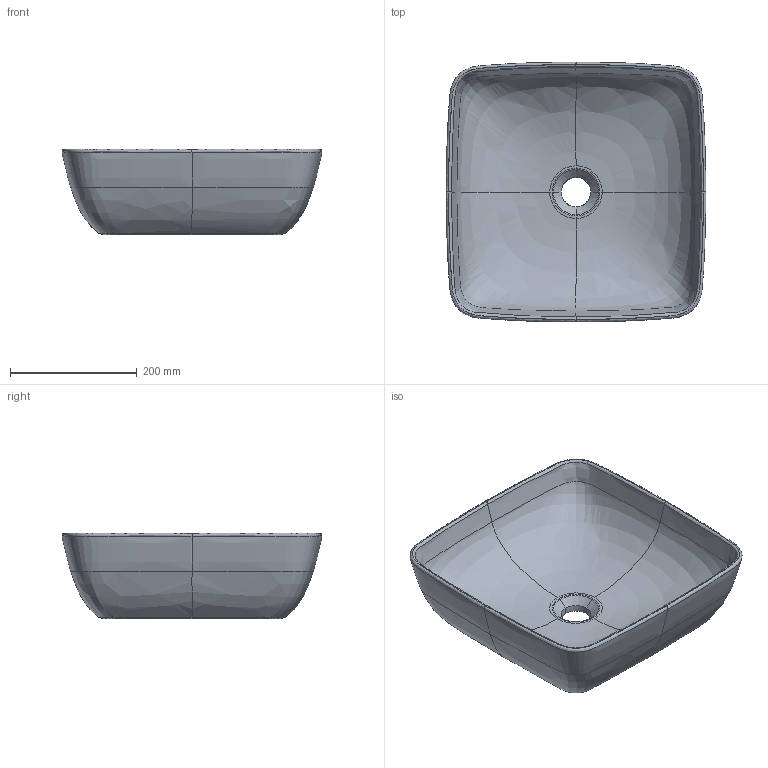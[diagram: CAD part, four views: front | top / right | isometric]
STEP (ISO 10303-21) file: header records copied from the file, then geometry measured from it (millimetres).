
FILE_DESCRIPTION(/* description */ (''),/* implementation_level */ '2;1');
FILE_NAME(/* name */ '417841_4178U4.stp',/* time_stamp */ '2020-10-27T12:38:07+01:00',/* author */ (''),/* organization */ (''),/* preprocessor_version */ 'ST-DEVELOPER v16.7',/* originating_system */ 'SIEMENS PLM Software NX 1863',/* authorisation */ '');
FILE_SCHEMA (('AUTOMOTIVE_DESIGN { 1 0 10303 214 3 1 1 1 }'));
Length unit declared in the file: millimetre
Products named in the file (1): Conz181C46BBuil9
Bounding box: 410.41 x 410.41 x 135 mm (x, y, z)
Volume: 6236961.4 mm3; surface area: 524513 mm2
Topology: 1 solids, 1 shells, 131 faces, 300 edges, 172 vertices
Faces by surface type: bspline 100, plane 15, cone 12, extrusion 4
Entity records: 23742 total; most frequent: CARTESIAN_POINT 21598, ORIENTED_EDGE 600, EDGE_CURVE 300, B_SPLINE_CURVE_WITH_KNOTS 238, VERTEX_POINT 172, DIRECTION 160, EDGE_LOOP 134, ADVANCED_FACE 131
